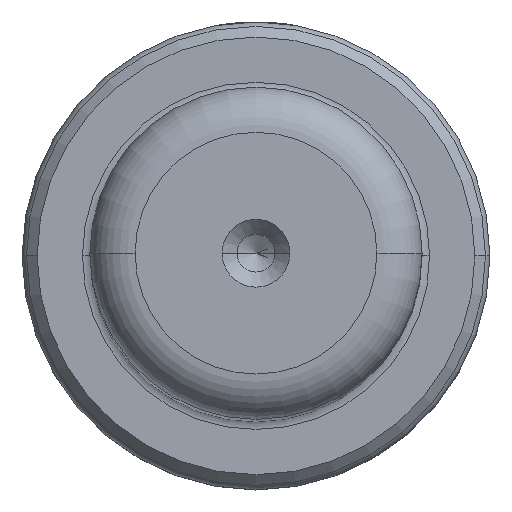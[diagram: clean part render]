
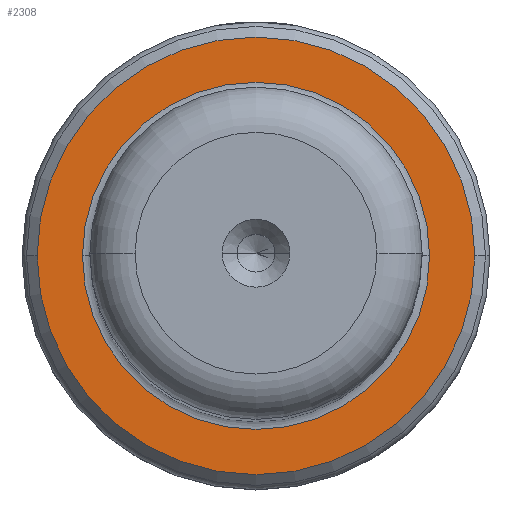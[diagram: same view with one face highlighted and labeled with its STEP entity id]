
A CAD part, top view. The second image highlights one B-rep face of the part: STEP entity #2308.
In plain terms, the highlighted planar face has unit normal (0, 0, 1).
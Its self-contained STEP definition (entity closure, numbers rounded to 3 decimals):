
#15 = AXIS2_PLACEMENT_3D ( 'NONE', #3296, #815, #1021 ) ;
#190 = CARTESIAN_POINT ( 'NONE',  ( 14.5, 0., 24. ) ) ;
#278 = VERTEX_POINT ( 'NONE', #409 ) ;
#394 = CARTESIAN_POINT ( 'NONE',  ( 0., 0., 24. ) ) ;
#398 = EDGE_LOOP ( 'NONE', ( #2995, #3301 ) ) ;
#409 = CARTESIAN_POINT ( 'NONE',  ( -14.5, 0., 24. ) ) ;
#562 = EDGE_CURVE ( 'NONE', #1718, #278, #1852, .T. ) ;
#574 = DIRECTION ( 'NONE',  ( 1., 0., 0. ) ) ;
#585 = DIRECTION ( 'NONE',  ( -1., 0., 0. ) ) ;
#679 = DIRECTION ( 'NONE',  ( 0., 0., -1. ) ) ;
#729 = DIRECTION ( 'NONE',  ( -1., 0., 0. ) ) ;
#815 = DIRECTION ( 'NONE',  ( 0., 0., 1. ) ) ;
#843 = FACE_OUTER_BOUND ( 'NONE', #2432, .T. ) ;
#871 = DIRECTION ( 'NONE',  ( 0., 0., -1. ) ) ;
#939 = AXIS2_PLACEMENT_3D ( 'NONE', #2786, #679, #729 ) ;
#1003 = FACE_BOUND ( 'NONE', #398, .T. ) ;
#1021 = DIRECTION ( 'NONE',  ( 1., 0., 0. ) ) ;
#1167 = EDGE_CURVE ( 'NONE', #2816, #1787, #2069, .T. ) ;
#1328 = AXIS2_PLACEMENT_3D ( 'NONE', #2590, #2559, #574 ) ;
#1490 = CIRCLE ( 'NONE', #15, 14.5 ) ;
#1514 = DIRECTION ( 'NONE',  ( 1., 0., 0. ) ) ;
#1549 = PLANE ( 'NONE',  #1601 ) ;
#1601 = AXIS2_PLACEMENT_3D ( 'NONE', #3035, #2561, #1514 ) ;
#1603 = EDGE_CURVE ( 'NONE', #1787, #2816, #2389, .T. ) ;
#1718 = VERTEX_POINT ( 'NONE', #190 ) ;
#1787 = VERTEX_POINT ( 'NONE', #2032 ) ;
#1852 = CIRCLE ( 'NONE', #1328, 14.5 ) ;
#1863 = EDGE_CURVE ( 'NONE', #278, #1718, #1490, .T. ) ;
#2032 = CARTESIAN_POINT ( 'NONE',  ( 11.5, 0., 24. ) ) ;
#2069 = CIRCLE ( 'NONE', #3188, 11.5 ) ;
#2308 = ADVANCED_FACE ( 'NONE', ( #1003, #843 ), #1549, .T. ) ;
#2336 = ORIENTED_EDGE ( 'NONE', *, *, #562, .T. ) ;
#2389 = CIRCLE ( 'NONE', #939, 11.5 ) ;
#2432 = EDGE_LOOP ( 'NONE', ( #3049, #2336 ) ) ;
#2559 = DIRECTION ( 'NONE',  ( 0., 0., 1. ) ) ;
#2561 = DIRECTION ( 'NONE',  ( 0., 0., 1. ) ) ;
#2590 = CARTESIAN_POINT ( 'NONE',  ( 0., 0., 24. ) ) ;
#2786 = CARTESIAN_POINT ( 'NONE',  ( 0., 0., 24. ) ) ;
#2816 = VERTEX_POINT ( 'NONE', #3168 ) ;
#2995 = ORIENTED_EDGE ( 'NONE', *, *, #1167, .T. ) ;
#3035 = CARTESIAN_POINT ( 'NONE',  ( 0., 0., 24. ) ) ;
#3049 = ORIENTED_EDGE ( 'NONE', *, *, #1863, .T. ) ;
#3168 = CARTESIAN_POINT ( 'NONE',  ( -11.5, 0., 24. ) ) ;
#3188 = AXIS2_PLACEMENT_3D ( 'NONE', #394, #871, #585 ) ;
#3296 = CARTESIAN_POINT ( 'NONE',  ( 0., 0., 24. ) ) ;
#3301 = ORIENTED_EDGE ( 'NONE', *, *, #1603, .T. ) ;
